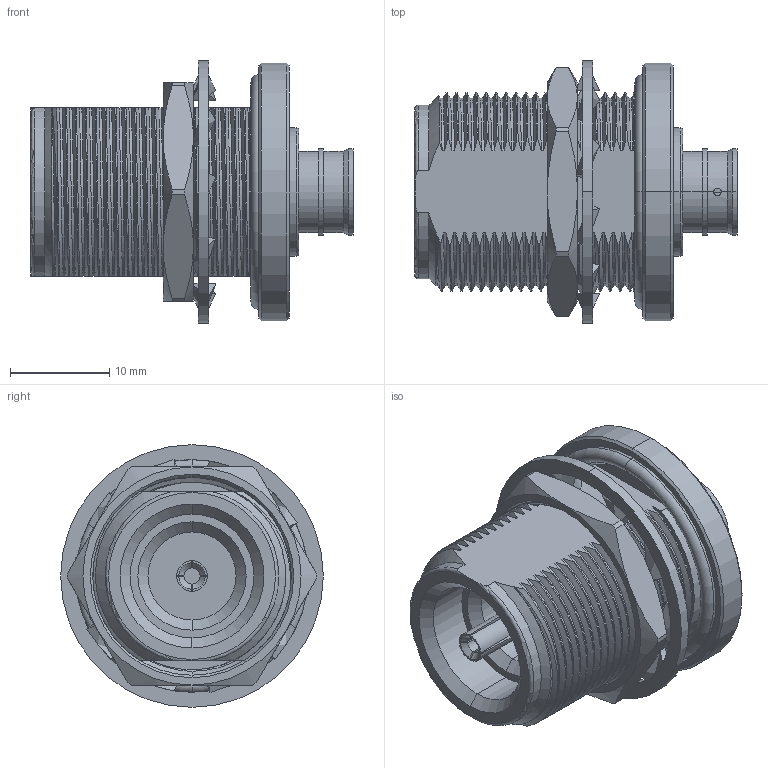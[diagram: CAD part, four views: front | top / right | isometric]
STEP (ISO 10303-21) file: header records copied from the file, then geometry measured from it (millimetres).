
FILE_DESCRIPTION (( 'STEP AP214' ), '1' );
FILE_NAME ('FMCN1693.step', '2021-01-28T21:28:39', ( '' ), ( '' ), 'SwSTEP 2.0', 'SolidWorks 2018', '' );
FILE_SCHEMA (( 'AUTOMOTIVE_DESIGN' ));
Length unit declared in the file: inch
Products named in the file (1): FMCN1693
Bounding box: 32.5 x 26.5 x 26.5 mm (x, y, z)
Volume: 7872.6 mm3; surface area: 5523.2 mm2
Topology: 4 solids, 4 shells, 362 faces, 1041 edges, 693 vertices
Faces by surface type: bspline 171, cylinder 98, plane 50, cone 35, torus 8
Entity records: 102278 total; most frequent: CARTESIAN_POINT 94644, ORIENTED_EDGE 2082, EDGE_CURVE 1041, DIRECTION 984, VERTEX_POINT 693, EDGE_LOOP 376, FACE_OUTER_BOUND 362, ADVANCED_FACE 362
